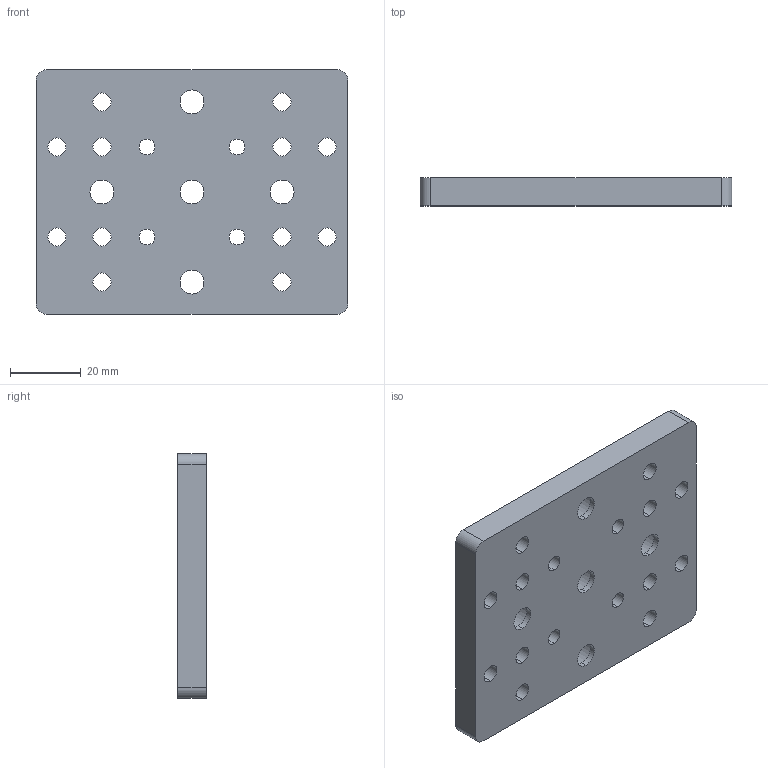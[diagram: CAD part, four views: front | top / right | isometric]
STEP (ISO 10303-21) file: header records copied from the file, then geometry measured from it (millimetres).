
FILE_DESCRIPTION (( 'STEP AP203' ), '1' );
FILE_NAME ('06UAP-3.STEP', '2016-05-18T06:52:08', ( '' ), ( '' ), 'SwSTEP 2.0', 'SolidWorks 2016', '' );
FILE_SCHEMA (( 'CONFIG_CONTROL_DESIGN' ));
Length unit declared in the file: millimetre
Products named in the file (1): 06UAP-3
Bounding box: 88 x 8 x 69 mm (x, y, z)
Volume: 42105.8 mm3; surface area: 17077.9 mm2
Topology: 1 solids, 1 shells, 79 faces, 204 edges, 136 vertices
Faces by surface type: cylinder 64, plane 15
Entity records: 2647 total; most frequent: DIRECTION 492, CARTESIAN_POINT 420, ORIENTED_EDGE 408, AXIS2_PLACEMENT_3D 208, EDGE_CURVE 204, VERTEX_POINT 136, EDGE_LOOP 130, CIRCLE 128
